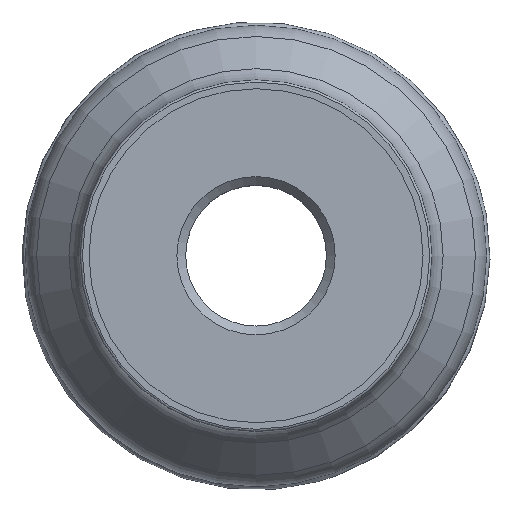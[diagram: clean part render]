
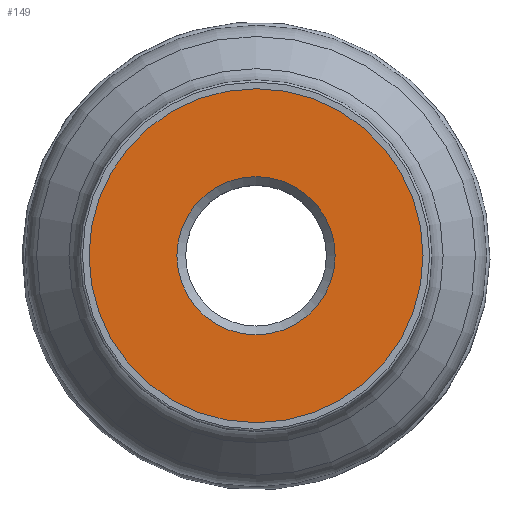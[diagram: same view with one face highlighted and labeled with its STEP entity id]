
A CAD part, top view. The second image highlights one B-rep face of the part: STEP entity #149.
In plain terms, the highlighted planar face has unit normal (0, 0, 1).
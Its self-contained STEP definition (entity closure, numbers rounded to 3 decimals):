
#125=PLANE('',#619);
#149=ADVANCED_FACE('CLONE_TP_FACE',(#205,#206),#125,.T.);
#205=FACE_BOUND('',#260,.T.);
#206=FACE_BOUND('',#261,.T.);
#260=EDGE_LOOP('',(#314));
#261=EDGE_LOOP('',(#315));
#314=ORIENTED_EDGE('',*,*,#369,.F.);
#315=ORIENTED_EDGE('',*,*,#370,.F.);
#341=VERTEX_POINT('',#860);
#342=VERTEX_POINT('',#863);
#369=EDGE_CURVE('',#341,#341,#396,.T.);
#370=EDGE_CURVE('',#342,#342,#397,.T.);
#396=CIRCLE('',#604,38.);
#397=CIRCLE('',#606,18.006);
#604=AXIS2_PLACEMENT_3D('',#859,#725,#726);
#606=AXIS2_PLACEMENT_3D('',#862,#729,#730);
#619=AXIS2_PLACEMENT_3D('',#882,#755,#756);
#725=DIRECTION('',(0.,0.,-1.));
#726=DIRECTION('',(1.,0.,0.));
#729=DIRECTION('',(0.,0.,1.));
#730=DIRECTION('',(1.,0.,0.));
#755=DIRECTION('',(0.,0.,1.));
#756=DIRECTION('',(1.,0.,0.));
#859=CARTESIAN_POINT('',(0.,0.,0.));
#860=CARTESIAN_POINT('',(38.,0.,0.));
#862=CARTESIAN_POINT('',(0.,0.,0.));
#863=CARTESIAN_POINT('',(18.006,0.,0.));
#882=CARTESIAN_POINT('',(0.,-16.006,0.));
